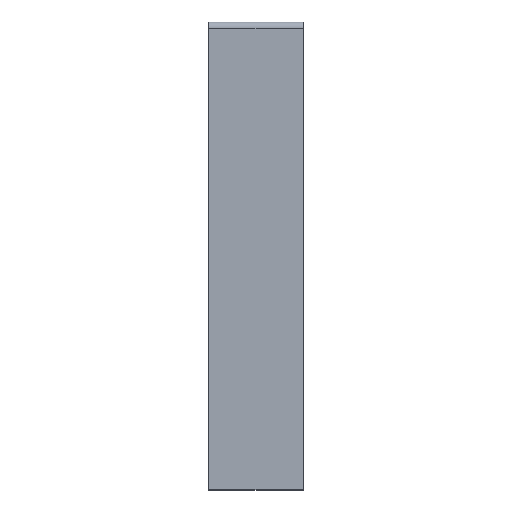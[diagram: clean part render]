
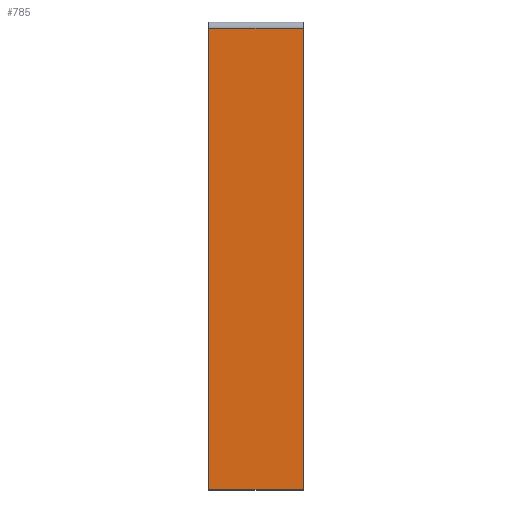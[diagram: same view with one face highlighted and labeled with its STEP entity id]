
A CAD part, top view. The second image highlights one B-rep face of the part: STEP entity #785.
In plain terms, the highlighted planar face has unit normal (0, 0, 1).
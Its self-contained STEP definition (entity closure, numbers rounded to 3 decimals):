
#172 = VECTOR ( 'NONE', #8092, 1000. ) ;
#785 = ADVANCED_FACE ( 'NONE', ( #10149 ), #11899, .F. ) ;
#833 = CARTESIAN_POINT ( 'NONE',  ( 0., 146., 82.5 ) ) ;
#934 = VECTOR ( 'NONE', #1610, 1000. ) ;
#987 = CARTESIAN_POINT ( 'NONE',  ( 30., 146., 82.5 ) ) ;
#1084 = EDGE_CURVE ( 'NONE', #2270, #4579, #1998, .T. ) ;
#1290 = CARTESIAN_POINT ( 'NONE',  ( 0., 0., 82.5 ) ) ;
#1610 = DIRECTION ( 'NONE',  ( 0., -1., 0. ) ) ;
#1998 = LINE ( 'NONE', #2496, #11997 ) ;
#2136 = LINE ( 'NONE', #7171, #172 ) ;
#2242 = DIRECTION ( 'NONE',  ( -1., 0., 0. ) ) ;
#2270 = VERTEX_POINT ( 'NONE', #9219 ) ;
#2496 = CARTESIAN_POINT ( 'NONE',  ( 30., 0., 82.5 ) ) ;
#2746 = ORIENTED_EDGE ( 'NONE', *, *, #1084, .F. ) ;
#3021 = LINE ( 'NONE', #1290, #8152 ) ;
#4579 = VERTEX_POINT ( 'NONE', #7786 ) ;
#4740 = LINE ( 'NONE', #10294, #934 ) ;
#5734 = EDGE_CURVE ( 'NONE', #7304, #4579, #3021, .T. ) ;
#7043 = DIRECTION ( 'NONE',  ( 0., 0., -1. ) ) ;
#7061 = EDGE_CURVE ( 'NONE', #8361, #2270, #4740, .T. ) ;
#7171 = CARTESIAN_POINT ( 'NONE',  ( 30., 146., 82.5 ) ) ;
#7304 = VERTEX_POINT ( 'NONE', #833 ) ;
#7356 = ORIENTED_EDGE ( 'NONE', *, *, #7061, .F. ) ;
#7485 = DIRECTION ( 'NONE',  ( -1., 0., 0. ) ) ;
#7786 = CARTESIAN_POINT ( 'NONE',  ( 0., 0., 82.5 ) ) ;
#7809 = EDGE_CURVE ( 'NONE', #8361, #7304, #2136, .T. ) ;
#8092 = DIRECTION ( 'NONE',  ( -1., 0., 0. ) ) ;
#8152 = VECTOR ( 'NONE', #9021, 1000. ) ;
#8361 = VERTEX_POINT ( 'NONE', #987 ) ;
#9021 = DIRECTION ( 'NONE',  ( 0., -1., 0. ) ) ;
#9219 = CARTESIAN_POINT ( 'NONE',  ( 30., 0., 82.5 ) ) ;
#9681 = ORIENTED_EDGE ( 'NONE', *, *, #5734, .T. ) ;
#10078 = CARTESIAN_POINT ( 'NONE',  ( 30., 0., 82.5 ) ) ;
#10149 = FACE_OUTER_BOUND ( 'NONE', #10598, .T. ) ;
#10294 = CARTESIAN_POINT ( 'NONE',  ( 30., 0., 82.5 ) ) ;
#10598 = EDGE_LOOP ( 'NONE', ( #9681, #2746, #7356, #12466 ) ) ;
#10679 = AXIS2_PLACEMENT_3D ( 'NONE', #10078, #7043, #2242 ) ;
#11899 = PLANE ( 'NONE',  #10679 ) ;
#11997 = VECTOR ( 'NONE', #7485, 1000. ) ;
#12466 = ORIENTED_EDGE ( 'NONE', *, *, #7809, .T. ) ;
